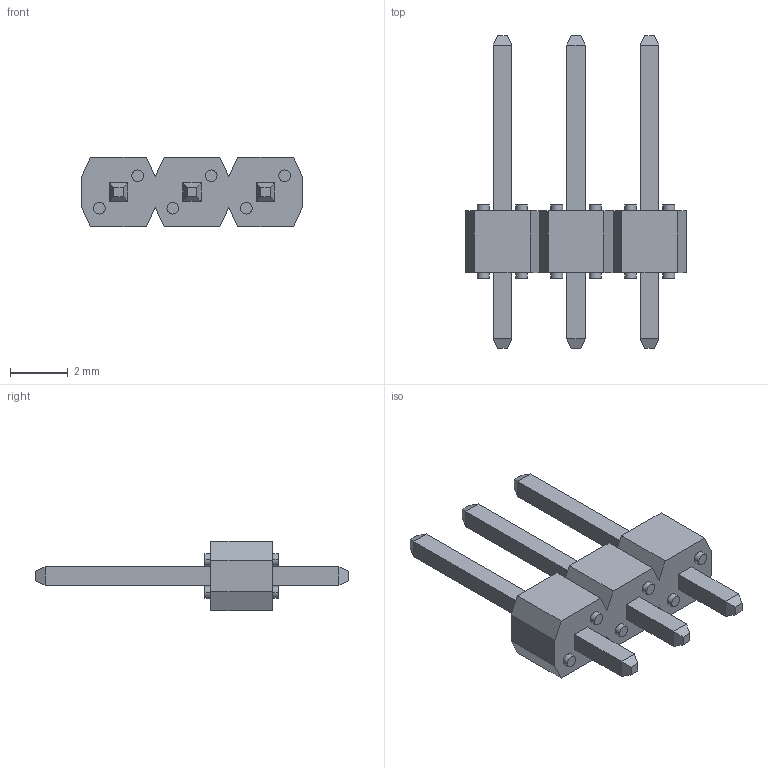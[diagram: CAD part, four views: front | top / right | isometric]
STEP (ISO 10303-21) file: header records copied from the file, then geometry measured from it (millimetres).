
FILE_DESCRIPTION((''),'2;1');
FILE_NAME('68000-X03','2019-08-21T',('KumarP'),('AFCI'),'CREO PARAMETRIC BY PTC INC, 2016130','CREO PARAMETRIC BY PTC INC, 2016130','');
FILE_SCHEMA(('CONFIG_CONTROL_DESIGN'));
Length unit declared in the file: inch
Products named in the file (1): 68000-X03
Bounding box: 7.62 x 10.79 x 2.41 mm (x, y, z)
Volume: 47.1 mm3; surface area: 148.9 mm2
Topology: 1 solids, 1 shells, 112 faces, 252 edges, 160 vertices
Faces by surface type: plane 88, cylinder 24
Entity records: 3112 total; most frequent: CARTESIAN_POINT 524, DIRECTION 524, ORIENTED_EDGE 504, EDGE_CURVE 252, VECTOR 204, LINE 204, AXIS2_PLACEMENT_3D 160, VERTEX_POINT 160
